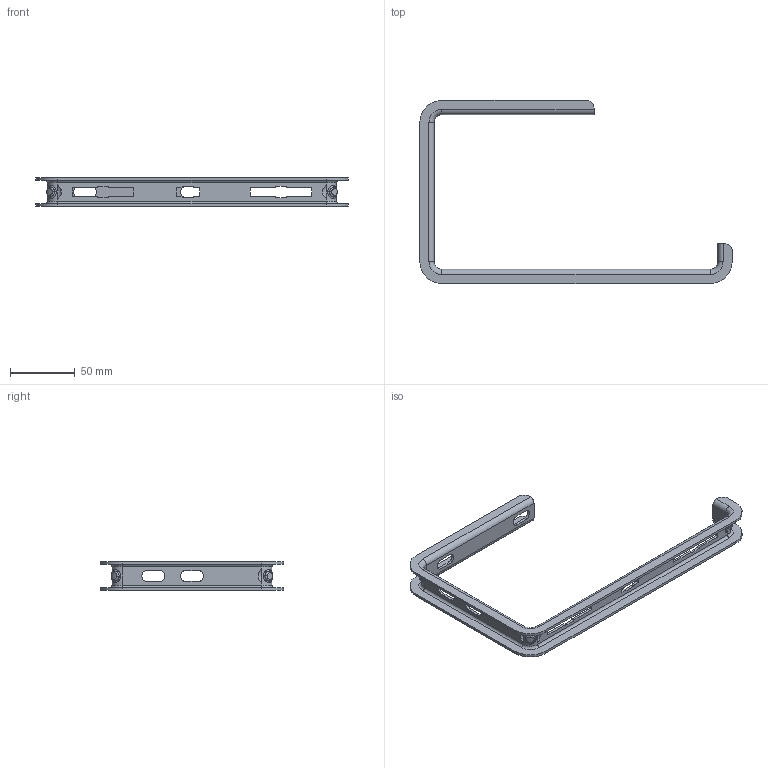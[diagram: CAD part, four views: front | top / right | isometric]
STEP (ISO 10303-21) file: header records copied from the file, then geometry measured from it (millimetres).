
FILE_DESCRIPTION((''),'2;1');
FILE_NAME('720220','2019-10-29T14:26:33',('tomasz.grudniewski'),(''),'CREO PARAMETRIC BY PTC INC, 2019080','CREO PARAMETRIC BY PTC INC, 2019080','');
FILE_SCHEMA(('CONFIG_CONTROL_DESIGN'));
Length unit declared in the file: millimetre
Products named in the file (1): 720220
Bounding box: 242 x 142 x 22 mm (x, y, z)
Volume: 34071.4 mm3; surface area: 37515.4 mm2
Topology: 1 solids, 1 shells, 392 faces, 1067 edges, 696 vertices
Faces by surface type: plane 148, extrusion 97, cylinder 83, bspline 40, torus 24
Entity records: 14895 total; most frequent: CARTESIAN_POINT 5429, ORIENTED_EDGE 2134, DIRECTION 1596, EDGE_CURVE 1067, VERTEX_POINT 696, VECTOR 662, LINE 565, AXIS2_PLACEMENT_3D 467
